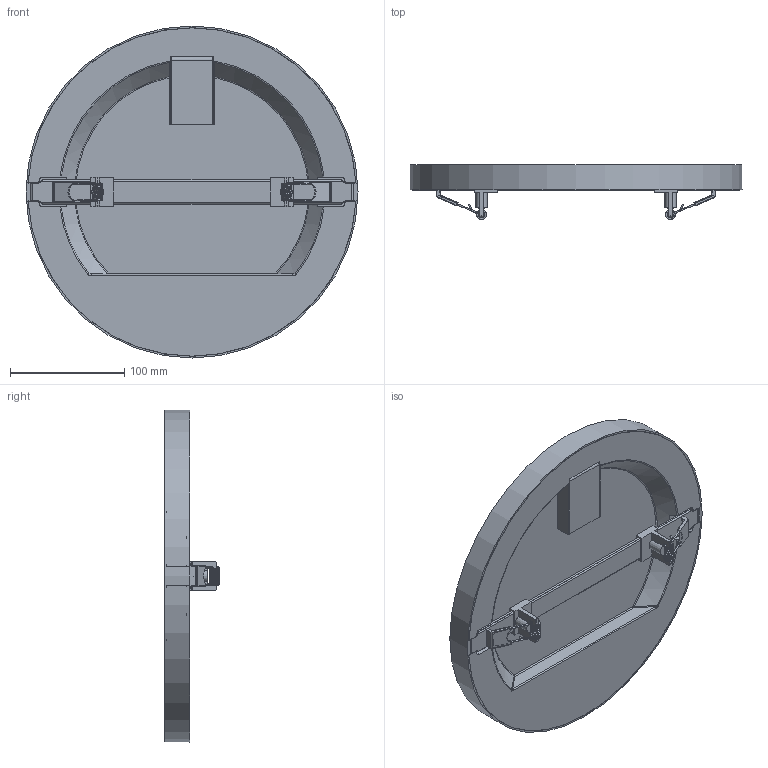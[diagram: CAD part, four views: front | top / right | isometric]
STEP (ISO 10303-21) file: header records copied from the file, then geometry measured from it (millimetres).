
FILE_DESCRIPTION (( 'STEP AP214' ), '1' );
FILE_NAME ('AC71515.STEP', '2025-05-27T11:32:39', ( '' ), ( '' ), 'SwSTEP 2.0', 'SolidWorks 2024', '' );
FILE_SCHEMA (( 'AUTOMOTIVE_DESIGN' ));
Length unit declared in the file: millimetre
Products named in the file (1): AC71515
Bounding box: 290.11 x 47.8 x 290.11 mm (x, y, z)
Volume: 239128.2 mm3; surface area: 368165.9 mm2
Topology: 11 solids, 11 shells, 571 faces, 1539 edges, 982 vertices
Faces by surface type: plane 264, cylinder 147, bspline 63, torus 50, cone 43, sphere 4
Entity records: 25704 total; most frequent: CARTESIAN_POINT 12303, ORIENTED_EDGE 3058, DIRECTION 2382, EDGE_CURVE 1529, VERTEX_POINT 977, AXIS2_PLACEMENT_3D 808, LINE 766, VECTOR 766
